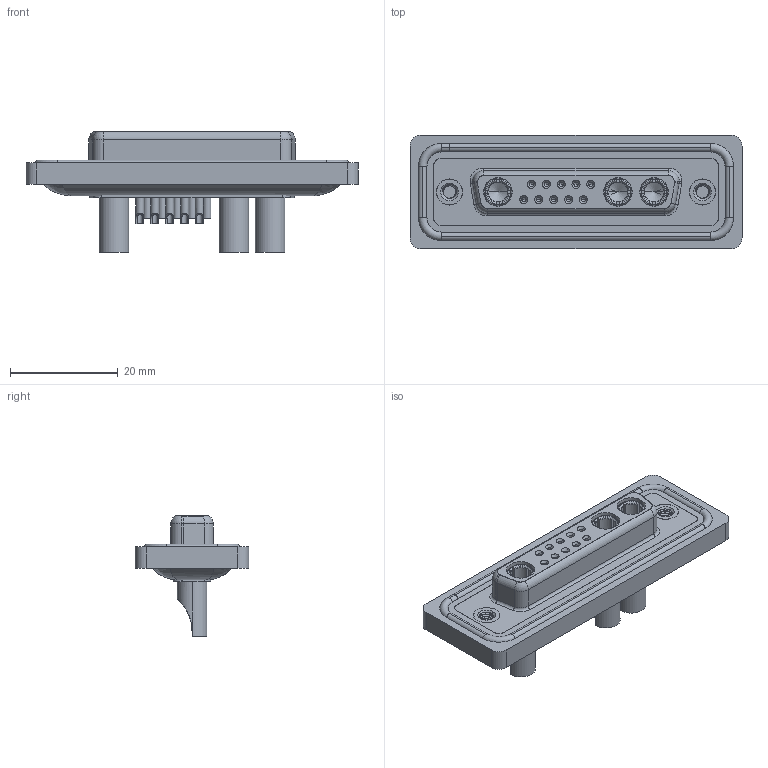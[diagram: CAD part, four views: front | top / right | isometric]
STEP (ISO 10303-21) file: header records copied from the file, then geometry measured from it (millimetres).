
FILE_DESCRIPTION (( 'STEP AP203' ), '1' );
FILE_NAME ('628W13W3622-4NA.STEP', '2024-04-09T20:40:56', ( '' ), ( '' ), 'SwSTEP 2.0', 'SolidWorks 2023', '' );
FILE_SCHEMA (( 'CONFIG_CONTROL_DESIGN' ));
Length unit declared in the file: millimetre
Products named in the file (9): 628Combo Housing_13W3; 628Combo Contact Row 1_22; 628Combo Waterproof Housing_25 Contacts; 628Combo Shell Rear_25 Contacts; 628W13W3622-4NA; 628Combo Shell Front_25 Contacts; 628Combo Threaded Rivet_A; 628Combo Contact Row 2_22; Power Socket_40A SC
Assembly tree (19 placements, depth 2):
  628W13W3622-4NA
    628Combo Housing_13W3
    628Combo Waterproof Housing_25 Contacts
    628Combo Shell Front_25 Contacts
    628Combo Shell Rear_25 Contacts
    628Combo Threaded Rivet_A  x2
    628Combo Contact Row 1_22  x5
    628Combo Contact Row 2_22  x5
    Power Socket_40A SC  x3
Bounding box: 61.75 x 21.1 x 22.45 mm (x, y, z)
Volume: 8415 mm3; surface area: 14231 mm2
Topology: 23 solids, 23 shells, 1165 faces, 2940 edges, 1838 vertices
Faces by surface type: cylinder 472, plane 368, torus 163, cone 149, bspline 13
Entity records: 23031 total; most frequent: CARTESIAN_POINT 6028, DIRECTION 3514, ORIENTED_EDGE 3180, EDGE_CURVE 1590, AXIS2_PLACEMENT_3D 1430, VERTEX_POINT 1012, CIRCLE 763, EDGE_LOOP 750
